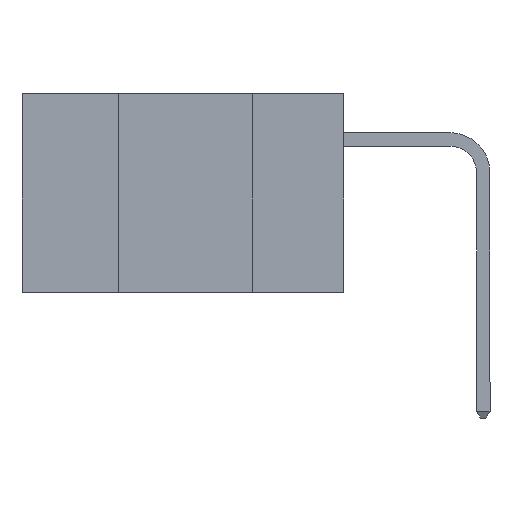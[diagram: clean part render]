
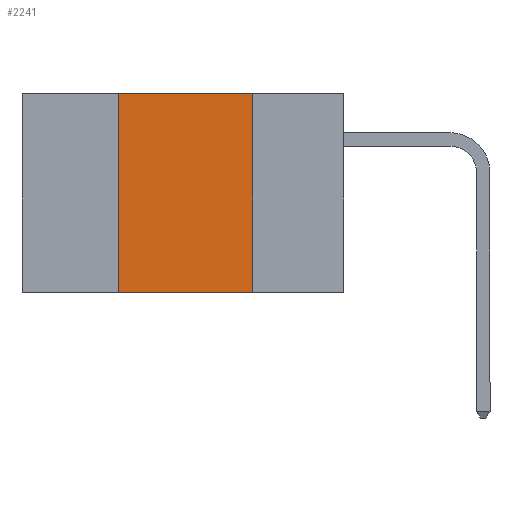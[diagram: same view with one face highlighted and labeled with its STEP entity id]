
A CAD part, left-side view. The second image highlights one B-rep face of the part: STEP entity #2241.
In plain terms, the highlighted planar face has unit normal (-1, 0, 0).
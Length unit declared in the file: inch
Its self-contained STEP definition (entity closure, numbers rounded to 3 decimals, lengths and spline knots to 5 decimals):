
#209 = DIRECTION ( 'NONE',  ( 0., 0., -1. ) ) ;
#385 = LINE ( 'NONE', #17384, #8758 ) ;
#1265 = FACE_OUTER_BOUND ( 'NONE', #1669, .T. ) ;
#1669 = EDGE_LOOP ( 'NONE', ( #5408, #13467, #2852, #7267 ) ) ;
#2241 = ADVANCED_FACE ( 'NONE', ( #1265 ), #3712, .F. ) ;
#2781 = CARTESIAN_POINT ( 'NONE',  ( 0., 0.6, 0. ) ) ;
#2852 = ORIENTED_EDGE ( 'NONE', *, *, #9795, .F. ) ;
#3611 = VERTEX_POINT ( 'NONE', #9882 ) ;
#3712 = PLANE ( 'NONE',  #17422 ) ;
#4574 = VERTEX_POINT ( 'NONE', #18422 ) ;
#4811 = DIRECTION ( 'NONE',  ( 0., 0., -1. ) ) ;
#5408 = ORIENTED_EDGE ( 'NONE', *, *, #5946, .F. ) ;
#5946 = EDGE_CURVE ( 'NONE', #4574, #3611, #385, .T. ) ;
#6050 = VERTEX_POINT ( 'NONE', #17611 ) ;
#6439 = EDGE_CURVE ( 'NONE', #6050, #4574, #18029, .T. ) ;
#7267 = ORIENTED_EDGE ( 'NONE', *, *, #16804, .T. ) ;
#7365 = CARTESIAN_POINT ( 'NONE',  ( 0., 0.6, -0.37 ) ) ;
#8398 = DIRECTION ( 'NONE',  ( 1., 0., 0. ) ) ;
#8758 = VECTOR ( 'NONE', #209, 39.37008 ) ;
#9795 = EDGE_CURVE ( 'NONE', #13481, #6050, #17097, .T. ) ;
#9800 = VECTOR ( 'NONE', #10147, 39.37008 ) ;
#9882 = CARTESIAN_POINT ( 'NONE',  ( 0., 0.17, -0.37 ) ) ;
#10147 = DIRECTION ( 'NONE',  ( 0., -1., 0. ) ) ;
#10273 = DIRECTION ( 'NONE',  ( 0., 0., 1. ) ) ;
#10561 = CARTESIAN_POINT ( 'NONE',  ( 0., 0.42, -0.37 ) ) ;
#11712 = CARTESIAN_POINT ( 'NONE',  ( 0., 0.42, 0. ) ) ;
#13467 = ORIENTED_EDGE ( 'NONE', *, *, #6439, .F. ) ;
#13481 = VERTEX_POINT ( 'NONE', #10561 ) ;
#13903 = VECTOR ( 'NONE', #10273, 39.37008 ) ;
#14365 = LINE ( 'NONE', #7365, #9800 ) ;
#14438 = VECTOR ( 'NONE', #18369, 39.37008 ) ;
#15389 = CARTESIAN_POINT ( 'NONE',  ( 0., 0.6, 0. ) ) ;
#16804 = EDGE_CURVE ( 'NONE', #13481, #3611, #14365, .T. ) ;
#17097 = LINE ( 'NONE', #11712, #13903 ) ;
#17384 = CARTESIAN_POINT ( 'NONE',  ( 0., 0.17, 0. ) ) ;
#17422 = AXIS2_PLACEMENT_3D ( 'NONE', #15389, #8398, #4811 ) ;
#17611 = CARTESIAN_POINT ( 'NONE',  ( 0., 0.42, 0. ) ) ;
#18029 = LINE ( 'NONE', #2781, #14438 ) ;
#18369 = DIRECTION ( 'NONE',  ( 0., -1., 0. ) ) ;
#18422 = CARTESIAN_POINT ( 'NONE',  ( 0., 0.17, 0. ) ) ;
